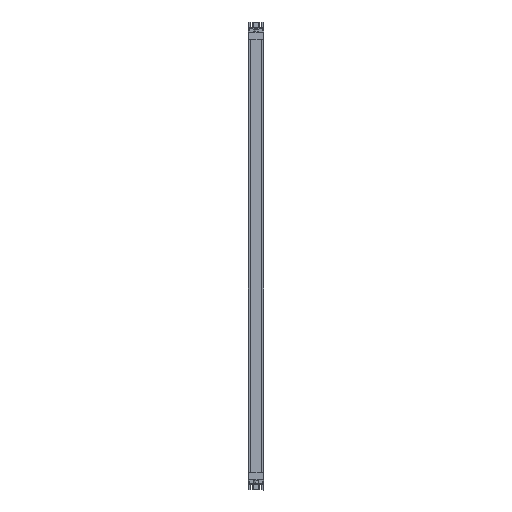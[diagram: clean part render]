
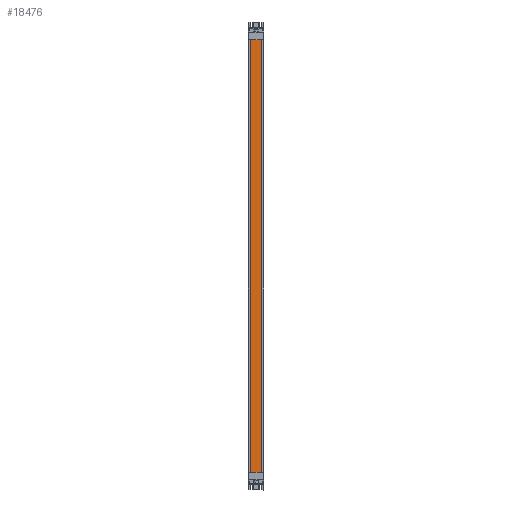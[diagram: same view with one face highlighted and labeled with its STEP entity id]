
A CAD part, top view. The second image highlights one B-rep face of the part: STEP entity #18476.
In plain terms, the highlighted planar face has unit normal (0, 0, 1).
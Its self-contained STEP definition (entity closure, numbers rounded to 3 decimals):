
#18456=AXIS2_PLACEMENT_3D('Plane Axis2P3D',#18453,#18454,#18455) ;
#17962=CARTESIAN_POINT('Vertex',(27.5,35.,15.8)) ;
#17965=CARTESIAN_POINT('Line Origine',(14.751,35.,15.8)) ;
#17969=CARTESIAN_POINT('Vertex',(2.002,35.,15.8)) ;
#18438=CARTESIAN_POINT('Vertex',(27.5,880.,15.8)) ;
#18441=CARTESIAN_POINT('Line Origine',(27.5,457.5,15.8)) ;
#18453=CARTESIAN_POINT('Axis2P3D Location',(27.5,887.5,15.8)) ;
#18458=CARTESIAN_POINT('Line Origine',(14.751,880.,15.8)) ;
#18462=CARTESIAN_POINT('Vertex',(2.002,880.,15.8)) ;
#18465=CARTESIAN_POINT('Line Origine',(2.002,457.5,15.8)) ;
#17966=DIRECTION('Vector Direction',(1.,0.,0.)) ;
#18442=DIRECTION('Vector Direction',(0.,-1.,0.)) ;
#18454=DIRECTION('Axis2P3D Direction',(0.,0.,1.)) ;
#18455=DIRECTION('Axis2P3D XDirection',(-1.,0.,0.)) ;
#18459=DIRECTION('Vector Direction',(-1.,0.,0.)) ;
#18466=DIRECTION('Vector Direction',(0.,1.,0.)) ;
#17967=VECTOR('Line Direction',#17966,1.) ;
#18443=VECTOR('Line Direction',#18442,1.) ;
#18460=VECTOR('Line Direction',#18459,1.) ;
#18467=VECTOR('Line Direction',#18466,1.) ;
#18471=ORIENTED_EDGE('',*,*,#17971,.T.) ;
#18472=ORIENTED_EDGE('',*,*,#18445,.F.) ;
#18473=ORIENTED_EDGE('',*,*,#18464,.T.) ;
#18474=ORIENTED_EDGE('',*,*,#18469,.F.) ;
#18476=ADVANCED_FACE('Hauptkoerper',(#18475),#18457,.T.) ;
#17971=EDGE_CURVE('',#17970,#17963,#17968,.T.) ;
#18445=EDGE_CURVE('',#18439,#17963,#18444,.T.) ;
#18464=EDGE_CURVE('',#18439,#18463,#18461,.T.) ;
#18469=EDGE_CURVE('',#17970,#18463,#18468,.T.) ;
#18470=EDGE_LOOP('',(#18471,#18472,#18473,#18474)) ;
#18475=FACE_OUTER_BOUND('',#18470,.T.) ;
#17968=LINE('Line',#17965,#17967) ;
#18444=LINE('Line',#18441,#18443) ;
#18461=LINE('Line',#18458,#18460) ;
#18468=LINE('Line',#18465,#18467) ;
#18457=PLANE('',#18456) ;
#17963=VERTEX_POINT('',#17962) ;
#17970=VERTEX_POINT('',#17969) ;
#18439=VERTEX_POINT('',#18438) ;
#18463=VERTEX_POINT('',#18462) ;
